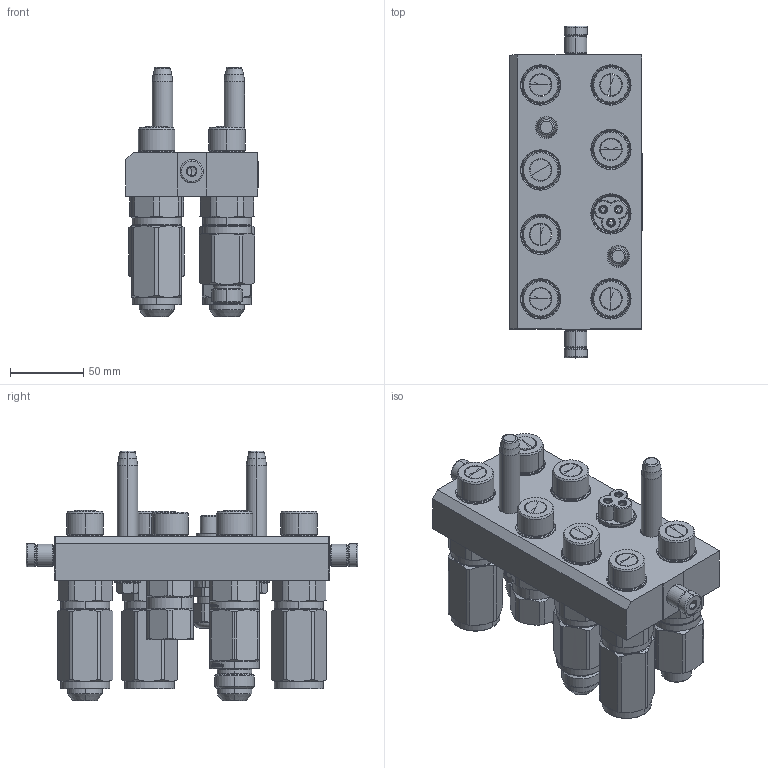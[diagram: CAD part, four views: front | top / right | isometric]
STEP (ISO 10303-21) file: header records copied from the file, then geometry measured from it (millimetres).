
FILE_DESCRIPTION (( 'STEP AP214' ), '1' );
FILE_NAME ('FASTER_DB.step', '2023-06-08T12:31:18', ( '' ), ( '' ), 'SwSTEP 2.0', 'SolidWorks 2017', '' );
FILE_SCHEMA (( 'AUTOMOTIVE_DESIGN' ));
Length unit declared in the file: millimetre
Products named in the file (18): P808_M_BASE; 1540_080_0008_000; 4830_013_3000_030; FASTER_DB; conn_3p_m; 2ffnp12-18g_m; 4830_021_1000_000; 3ffnp1213_34sm; 3ffnp1211_12sm; 4850_010_0000_020; corpospel08-3m; 4830_044_0000_000; 3ffnp12_gas_m; et002; 4830_028_1000_011
Assembly tree (26 placements, depth 3):
  FASTER_DB
    P808_M_BASE
      4850_010_0000_020
      4830_021_1000_000  x2
      1540_080_0008_000  x2
      4830_013_3000_030  x2
      4830_028_1000_011  x2
    3ffnp12_gas_m  x3
      3ffnp12_gas_m
    2ffnp12-18g_m
    3ffnp1213_34sm  x2
      3ffnp1213_34sm
    conn_3p_m
      4830_044_0000_000  x3
      corpospel08-3m
    3ffnp1211_12sm
      3ffnp1211_12sm
    et002
Bounding box: 90.3 x 226.6 x 170.3 mm (x, y, z)
Volume: 38941.4 mm3; surface area: 228151.8 mm2
Topology: 6 solids, 83 shells, 3368 faces, 10063 edges, 6645 vertices
Faces by surface type: plane 1751, cylinder 661, cone 570, torus 193, bspline 187, sphere 6
Entity records: 101634 total; most frequent: CARTESIAN_POINT 26619, ORIENTED_EDGE 12856, DIRECTION 12107, EDGE_CURVE 6971, VERTEX_POINT 4584, VECTOR 4265, LINE 4265, AXIS2_PLACEMENT_3D 3921
